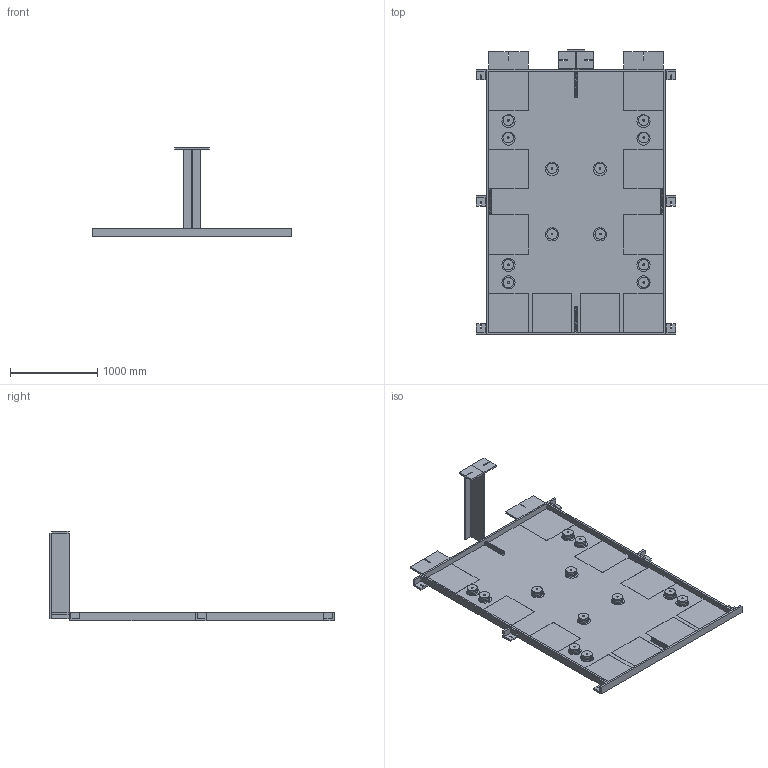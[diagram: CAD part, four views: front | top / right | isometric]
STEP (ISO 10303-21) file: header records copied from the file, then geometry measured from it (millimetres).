
FILE_DESCRIPTION(('CATIA V5 STEP Exchange'),'2;1');
FILE_NAME('table.stp','2022-10-14T20:04:52+00:00',('none'),('none'),'CATIA Version 5 Release 19 GA (IN-10)','CATIA V5 STEP AP203','none');
FILE_SCHEMA(('CONFIG_CONTROL_DESIGN'));
Length unit declared in the file: millimetre
Products named in the file (4): Produit1; Produit2; Produit3; Produit4
Assembly tree (66 placements, depth 3):
  Produit1
    #56
    #5715  x4
    #6726  x40
    Produit2  x4
      #7295
    Produit3  x4
      #7550
    Produit4  x4
      #7805
Bounding box: 2288 x 3266 x 1022 mm (x, y, z)
Volume: 181667688.6 mm3; surface area: 17161335.3 mm2
Topology: 81 solids, 81 shells, 657 faces, 1558 edges, 956 vertices
Faces by surface type: plane 319, cylinder 258, sphere 80
Entity records: 7970 total; most frequent: CARTESIAN_POINT 1369, ORIENTED_EDGE 1344, DIRECTION 1174, EDGE_CURVE 672, VECTOR 538, LINE 538, VERTEX_POINT 446, AXIS2_PLACEMENT_3D 385
